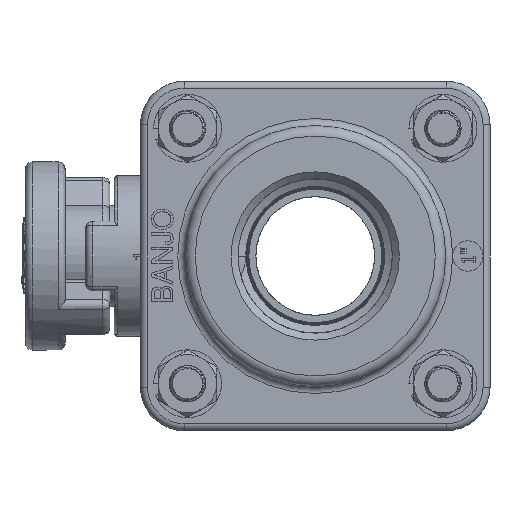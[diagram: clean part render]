
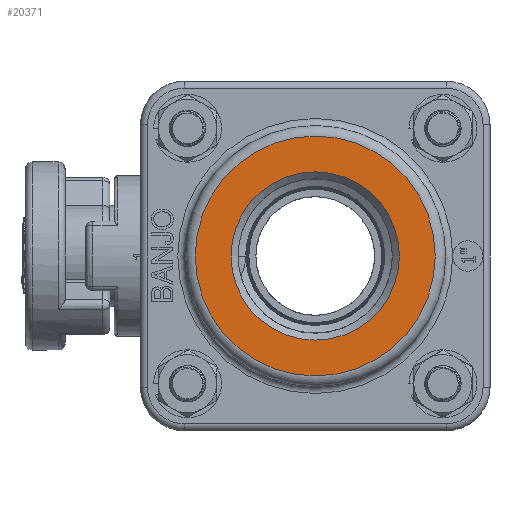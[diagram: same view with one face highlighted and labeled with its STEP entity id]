
A CAD part, left-side view. The second image highlights one B-rep face of the part: STEP entity #20371.
In plain terms, the highlighted face is planar.
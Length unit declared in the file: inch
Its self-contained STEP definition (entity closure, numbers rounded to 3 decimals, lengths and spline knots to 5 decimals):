
#698=FACE_BOUND('',#4066,.T.);
#1628=PLANE('',#22574);
#2749=FACE_OUTER_BOUND('',#4065,.T.);
#4065=EDGE_LOOP('',(#18353));
#4066=EDGE_LOOP('',(#18354));
#8319=CIRCLE('',#22572,1.03);
#8321=CIRCLE('',#22575,0.7225);
#10047=VERTEX_POINT('',#40379);
#10048=VERTEX_POINT('',#40383);
#12853=EDGE_CURVE('',#10047,#10047,#8319,.T.);
#12855=EDGE_CURVE('',#10048,#10048,#8321,.T.);
#18353=ORIENTED_EDGE('',*,*,#12853,.F.);
#18354=ORIENTED_EDGE('',*,*,#12855,.F.);
#20371=ADVANCED_FACE('',(#2749,#698),#1628,.T.);
#22572=AXIS2_PLACEMENT_3D('',#40380,#27818,#27819);
#22574=AXIS2_PLACEMENT_3D('',#40382,#27822,#27823);
#22575=AXIS2_PLACEMENT_3D('',#40384,#27824,#27825);
#27818=DIRECTION('center_axis',(-1.,0.,0.));
#27819=DIRECTION('ref_axis',(0.,-1.,0.));
#27822=DIRECTION('center_axis',(1.,0.,0.));
#27823=DIRECTION('ref_axis',(0.,0.,-1.));
#27824=DIRECTION('center_axis',(1.,0.,0.));
#27825=DIRECTION('ref_axis',(0.,1.,0.));
#40379=CARTESIAN_POINT('',(1.375,0.,1.03));
#40380=CARTESIAN_POINT('Origin',(1.375,0.,0.));
#40382=CARTESIAN_POINT('Origin',(1.375,0.92125,0.));
#40383=CARTESIAN_POINT('',(1.375,-0.7225,0.));
#40384=CARTESIAN_POINT('Origin',(1.375,0.,0.));
